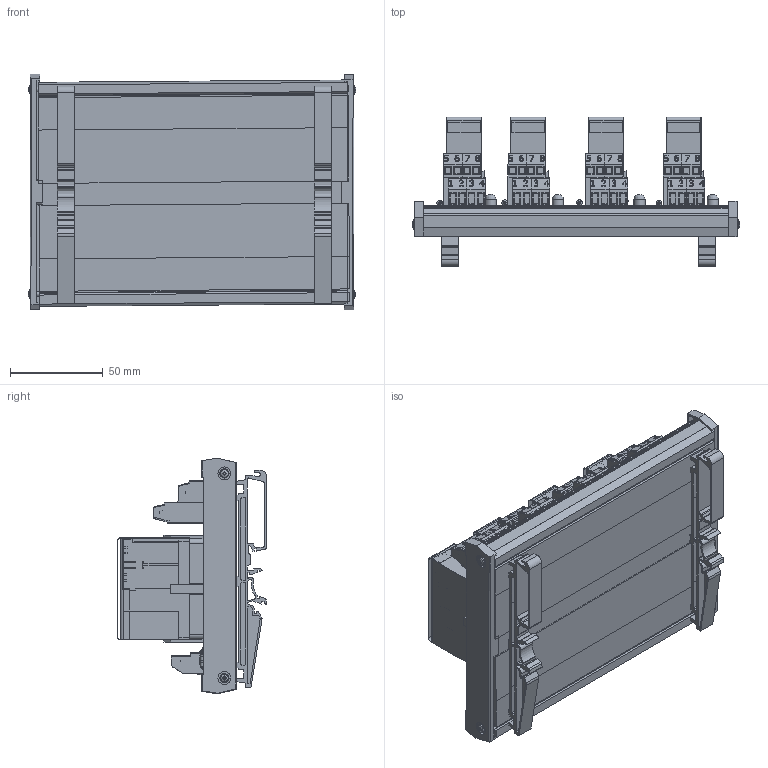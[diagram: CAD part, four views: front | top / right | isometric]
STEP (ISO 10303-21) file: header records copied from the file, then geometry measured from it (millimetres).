
FILE_DESCRIPTION((''),'2;1');
FILE_NAME('4Pole10Amp_4Channel.stp','2015-07-08T14:20:19',('CAD Station'),(''),'Autodesk Inventor 2013','Autodesk Inventor 2013','');
FILE_SCHEMA(('CONFIG_CONTROL_DESIGN'));
Length unit declared in the file: millimetre
Products named in the file (18): 4Pole10Amp_4ChannelAssy; 4Pole8Amp_4Channel_Board; Case_Part_120_4Channel; Base_Leg_120; 2 GREEN updated; 1_4Numberplate; 5-8Labels; 2 hole green; PosNegLabel; Red_Bulb; resistor body; resistor leg; Mini_Black_Resistor; RelayAssy; 4Pole_10Amp_Relay; 4Pole_10Amp_Relayholder; Base_Side_120; BS EN ISO 7045 Z - Metric M2.5 x 10 - 4.8 - Z
Assembly tree (80 placements, depth 3):
  4Pole10Amp_4ChannelAssy
    4Pole8Amp_4Channel_Board
    Case_Part_120_4Channel
    Base_Leg_120  x2
    2 GREEN updated  x8
    1_4Numberplate  x4
    5-8Labels  x4
    2 hole green  x4
    PosNegLabel  x4
    Red_Bulb  x4
    resistor body  x4
    resistor leg  x24
    Mini_Black_Resistor  x8
    RelayAssy  x4
      4Pole_10Amp_Relay
      4Pole_10Amp_Relayholder
    Base_Side_120  x2
    BS EN ISO 7045 Z - Metric M2.5 x 10 - 4.8 - Z  x4
Bounding box: 177.11 x 80.66 x 127.28 mm (x, y, z)
Volume: 260411.7 mm3; surface area: 296275.1 mm2
Topology: 82 solids, 90 shells, 3867 faces, 10405 edges, 7130 vertices
Faces by surface type: plane 2627, cylinder 645, bspline 419, cone 96, torus 44, sphere 36
Full cylindrical faces by diameter (mm): 0.5 x48, 1 x32, 2.256 x4, 2.5 x44, 2.51 x8, 3 x12, 3.2 x4, 3.75 x8, 3.9 x4, 4 x32, 6 x4, 7 x4, 9 x4, 14.95 x4
Entity records: 43467 total; most frequent: CARTESIAN_POINT 9954, ORIENTED_EDGE 6560, DIRECTION 5968, EDGE_CURVE 3292, VECTOR 2710, LINE 2710, VERTEX_POINT 2207, AXIS2_PLACEMENT_3D 1629
